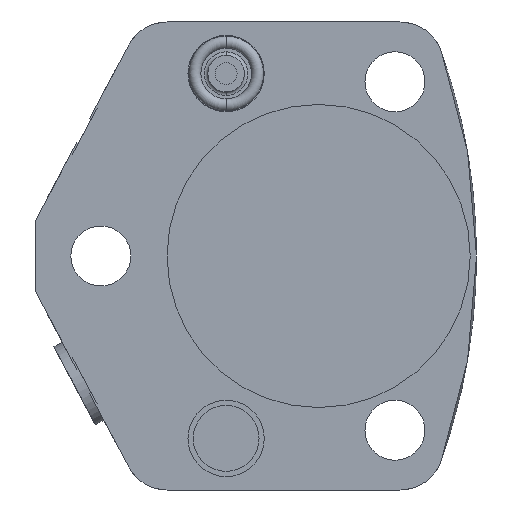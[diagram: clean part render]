
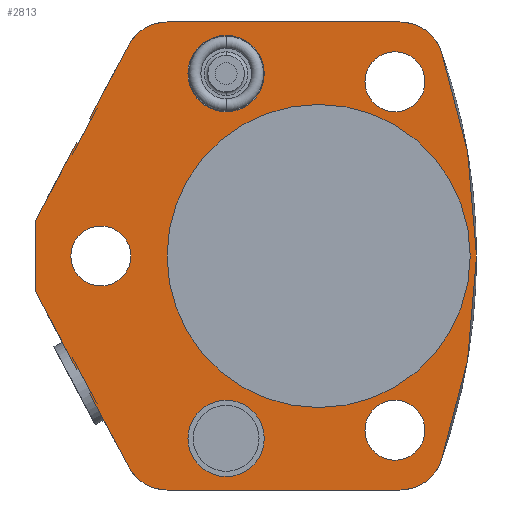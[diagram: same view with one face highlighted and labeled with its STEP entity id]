
A CAD part, front view. The second image highlights one B-rep face of the part: STEP entity #2813.
In plain terms, the highlighted planar face has unit normal (0, -1, 0).
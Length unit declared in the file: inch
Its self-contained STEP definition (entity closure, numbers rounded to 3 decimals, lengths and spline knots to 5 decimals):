
#510=CARTESIAN_POINT('',(0.,0.,0.));
#511=DIRECTION('',(0.,-1.,0.));
#512=DIRECTION('',(1.,0.,0.));
#513=AXIS2_PLACEMENT_3D('',#510,#511,#512);
#518=CARTESIAN_POINT('',(0.,0.,0.));
#519=DIRECTION('',(0.,1.,0.));
#520=DIRECTION('',(1.,0.,0.));
#521=AXIS2_PLACEMENT_3D('',#518,#519,#520);
#526=CARTESIAN_POINT('',(0.438,0.,1.));
#527=DIRECTION('',(0.,-1.,0.));
#528=DIRECTION('',(1.,0.,0.));
#529=AXIS2_PLACEMENT_3D('',#526,#527,#528);
#534=CARTESIAN_POINT('',(0.438,0.,1.));
#535=DIRECTION('',(0.,-1.,0.));
#536=DIRECTION('',(-1.,0.,0.));
#537=AXIS2_PLACEMENT_3D('',#534,#535,#536);
#542=CARTESIAN_POINT('',(0.438,0.,-1.));
#543=DIRECTION('',(0.,-1.,0.));
#544=DIRECTION('',(1.,0.,0.));
#545=AXIS2_PLACEMENT_3D('',#542,#543,#544);
#550=CARTESIAN_POINT('',(0.438,0.,-1.));
#551=DIRECTION('',(0.,-1.,0.));
#552=DIRECTION('',(-1.,0.,0.));
#553=AXIS2_PLACEMENT_3D('',#550,#551,#552);
#558=CARTESIAN_POINT('',(-1.25,0.,0.));
#559=DIRECTION('',(0.,-1.,0.));
#560=DIRECTION('',(1.,0.,0.));
#561=AXIS2_PLACEMENT_3D('',#558,#559,#560);
#566=CARTESIAN_POINT('',(-1.25,0.,0.));
#567=DIRECTION('',(0.,-1.,0.));
#568=DIRECTION('',(-1.,0.,0.));
#569=AXIS2_PLACEMENT_3D('',#566,#567,#568);
#574=DIRECTION('',(-0.469,0.,-0.883));
#575=VECTOR('',#574,0.1566);
#576=CARTESIAN_POINT('',(-1.3062,0.,0.7832));
#577=LINE('',#576,#575);
#581=DIRECTION('',(0.883,0.,-0.469));
#582=VECTOR('',#581,0.01);
#583=CARTESIAN_POINT('',(-1.31503,0.,0.7879));
#584=LINE('',#583,#582);
#588=DIRECTION('',(0.469,0.,0.883));
#589=VECTOR('',#588,0.47848);
#590=CARTESIAN_POINT('',(-1.31503,0.,0.7879));
#591=LINE('',#590,#589);
#595=DIRECTION('',(1.,0.,0.));
#596=VECTOR('',#595,1.33636);
#597=CARTESIAN_POINT('',(-0.86966,0.,1.343));
#598=LINE('',#597,#596);
#602=CARTESIAN_POINT('',(-2.594,0.,0.));
#603=DIRECTION('',(0.,-1.,0.));
#604=DIRECTION('',(0.942,0.,-0.336));
#605=AXIS2_PLACEMENT_3D('',#602,#603,#604);
#610=DIRECTION('',(-1.,0.,0.));
#611=VECTOR('',#610,1.33636);
#612=CARTESIAN_POINT('',(0.46669,0.,-1.343));
#613=LINE('',#612,#611);
#617=DIRECTION('',(0.469,0.,-0.883));
#618=VECTOR('',#617,0.47848);
#619=CARTESIAN_POINT('',(-1.31503,0.,-0.7879));
#620=LINE('',#619,#618);
#624=DIRECTION('',(0.883,0.,0.469));
#625=VECTOR('',#624,0.01);
#626=CARTESIAN_POINT('',(-1.31503,0.,-0.7879));
#627=LINE('',#626,#625);
#631=DIRECTION('',(0.469,0.,-0.883));
#632=VECTOR('',#631,0.1566);
#633=CARTESIAN_POINT('',(-1.37972,0.,-0.64493));
#634=LINE('',#633,#632);
#638=DIRECTION('',(0.883,0.,0.469));
#639=VECTOR('',#638,0.01);
#640=CARTESIAN_POINT('',(-1.38855,0.,-0.64962));
#641=LINE('',#640,#639);
#645=DIRECTION('',(0.469,0.,-0.883));
#646=VECTOR('',#645,0.50364);
#647=CARTESIAN_POINT('',(-1.625,0.,-0.20493));
#648=LINE('',#647,#646);
#652=DIRECTION('',(0.,0.,-1.));
#653=VECTOR('',#652,0.40987);
#654=CARTESIAN_POINT('',(-1.625,0.,0.20493));
#655=LINE('',#654,#653);
#659=DIRECTION('',(0.469,0.,0.883));
#660=VECTOR('',#659,0.50364);
#661=CARTESIAN_POINT('',(-1.625,0.,0.20493));
#662=LINE('',#661,#660);
#666=DIRECTION('',(0.883,0.,-0.469));
#667=VECTOR('',#666,0.01);
#668=CARTESIAN_POINT('',(-1.38855,0.,0.64962));
#669=LINE('',#668,#667);
#673=CARTESIAN_POINT('',(-0.531,0.,-1.047));
#674=DIRECTION('',(0.,1.,0.));
#675=DIRECTION('',(-1.,0.,0.));
#676=AXIS2_PLACEMENT_3D('',#673,#674,#675);
#681=CARTESIAN_POINT('',(-0.531,0.,-1.047));
#682=DIRECTION('',(0.,1.,0.));
#683=DIRECTION('',(1.,0.,0.));
#684=AXIS2_PLACEMENT_3D('',#681,#682,#683);
#689=CARTESIAN_POINT('',(-0.531,0.,1.047));
#690=DIRECTION('',(0.,1.,0.));
#691=DIRECTION('',(-1.,0.,0.));
#692=AXIS2_PLACEMENT_3D('',#689,#690,#691);
#697=CARTESIAN_POINT('',(-0.531,0.,1.047));
#698=DIRECTION('',(0.,1.,0.));
#699=DIRECTION('',(1.,0.,0.));
#700=AXIS2_PLACEMENT_3D('',#697,#698,#699);
#1151=CARTESIAN_POINT('',(-0.86966,0.,-1.093));
#1152=DIRECTION('',(0.,-1.,0.));
#1153=DIRECTION('',(-0.883,0.,-0.469));
#1154=AXIS2_PLACEMENT_3D('',#1151,#1152,#1153);
#1188=CARTESIAN_POINT('',(0.46669,0.,-1.093));
#1189=DIRECTION('',(0.,-1.,0.));
#1190=DIRECTION('',(0.,0.,-1.));
#1191=AXIS2_PLACEMENT_3D('',#1188,#1189,#1190);
#1210=CARTESIAN_POINT('',(0.46669,0.,1.093));
#1211=DIRECTION('',(0.,-1.,0.));
#1212=DIRECTION('',(0.942,0.,0.336));
#1213=AXIS2_PLACEMENT_3D('',#1210,#1211,#1212);
#1247=CARTESIAN_POINT('',(-0.86966,0.,1.093));
#1248=DIRECTION('',(0.,-1.,0.));
#1249=DIRECTION('',(0.,0.,1.));
#1250=AXIS2_PLACEMENT_3D('',#1247,#1248,#1249);
#2130=CARTESIAN_POINT('',(0.87,0.,0.));
#2132=VERTEX_POINT('',#2130);
#2134=CARTESIAN_POINT('',(-0.87,0.,0.));
#2136=VERTEX_POINT('',#2134);
#2137=CARTESIAN_POINT('',(-1.625,0.,0.20493));
#2138=CARTESIAN_POINT('',(-1.625,0.,-0.20493));
#2139=VERTEX_POINT('',#2137);
#2140=VERTEX_POINT('',#2138);
#2141=CARTESIAN_POINT('',(0.61,0.,1.));
#2142=CARTESIAN_POINT('',(0.266,0.,1.));
#2143=VERTEX_POINT('',#2141);
#2144=VERTEX_POINT('',#2142);
#2175=CARTESIAN_POINT('',(-1.37972,0.,-0.64493));
#2176=CARTESIAN_POINT('',(-1.3062,0.,-0.7832));
#2177=VERTEX_POINT('',#2175);
#2178=VERTEX_POINT('',#2176);
#2179=CARTESIAN_POINT('',(-1.38855,0.,-0.64962));
#2180=VERTEX_POINT('',#2179);
#2181=CARTESIAN_POINT('',(-1.31503,0.,-0.7879));
#2182=VERTEX_POINT('',#2181);
#2188=CARTESIAN_POINT('',(-1.3062,0.,0.7832));
#2189=CARTESIAN_POINT('',(-1.37972,0.,0.64493));
#2190=VERTEX_POINT('',#2188);
#2191=VERTEX_POINT('',#2189);
#2192=CARTESIAN_POINT('',(-1.31503,0.,0.7879));
#2193=VERTEX_POINT('',#2192);
#2194=CARTESIAN_POINT('',(-1.38855,0.,0.64962));
#2195=VERTEX_POINT('',#2194);
#2221=CARTESIAN_POINT('',(-0.75,0.,-1.047));
#2222=CARTESIAN_POINT('',(-0.312,0.,-1.047));
#2223=VERTEX_POINT('',#2221);
#2224=VERTEX_POINT('',#2222);
#2229=CARTESIAN_POINT('',(-0.75,0.,1.047));
#2230=CARTESIAN_POINT('',(-0.312,0.,1.047));
#2231=VERTEX_POINT('',#2229);
#2232=VERTEX_POINT('',#2230);
#2279=CARTESIAN_POINT('',(0.46669,0.,-1.343));
#2280=CARTESIAN_POINT('',(0.70213,0.,-1.17708));
#2281=VERTEX_POINT('',#2279);
#2282=VERTEX_POINT('',#2280);
#2283=CARTESIAN_POINT('',(0.70213,0.,1.17708));
#2284=CARTESIAN_POINT('',(0.46669,0.,1.343));
#2285=VERTEX_POINT('',#2283);
#2286=VERTEX_POINT('',#2284);
#2287=CARTESIAN_POINT('',(-0.86966,0.,1.343));
#2288=CARTESIAN_POINT('',(-1.0904,0.,1.21037));
#2289=VERTEX_POINT('',#2287);
#2290=VERTEX_POINT('',#2288);
#2291=CARTESIAN_POINT('',(-1.0904,0.,-1.21037));
#2292=CARTESIAN_POINT('',(-0.86966,0.,-1.343));
#2293=VERTEX_POINT('',#2291);
#2294=VERTEX_POINT('',#2292);
#2295=CARTESIAN_POINT('',(0.61,0.,-1.));
#2296=CARTESIAN_POINT('',(0.266,0.,-1.));
#2297=VERTEX_POINT('',#2295);
#2298=VERTEX_POINT('',#2296);
#2299=CARTESIAN_POINT('',(-1.078,0.,0.));
#2300=CARTESIAN_POINT('',(-1.422,0.,0.));
#2301=VERTEX_POINT('',#2299);
#2302=VERTEX_POINT('',#2300);
#2736=CARTESIAN_POINT('',(0.,0.,0.));
#2737=DIRECTION('',(0.,-1.,0.));
#2738=DIRECTION('',(-1.,0.,0.));
#2739=AXIS2_PLACEMENT_3D('',#2736,#2737,#2738);
#2740=PLANE('',#2739);
#2742=ORIENTED_EDGE('',*,*,#2741,.F.);
#2744=ORIENTED_EDGE('',*,*,#2743,.F.);
#2746=ORIENTED_EDGE('',*,*,#2745,.T.);
#2748=ORIENTED_EDGE('',*,*,#2747,.F.);
#2750=ORIENTED_EDGE('',*,*,#2749,.T.);
#2752=ORIENTED_EDGE('',*,*,#2751,.F.);
#2754=ORIENTED_EDGE('',*,*,#2753,.F.);
#2756=ORIENTED_EDGE('',*,*,#2755,.F.);
#2758=ORIENTED_EDGE('',*,*,#2757,.T.);
#2760=ORIENTED_EDGE('',*,*,#2759,.F.);
#2762=ORIENTED_EDGE('',*,*,#2761,.F.);
#2764=ORIENTED_EDGE('',*,*,#2763,.T.);
#2766=ORIENTED_EDGE('',*,*,#2765,.F.);
#2768=ORIENTED_EDGE('',*,*,#2767,.F.);
#2770=ORIENTED_EDGE('',*,*,#2769,.F.);
#2772=ORIENTED_EDGE('',*,*,#2771,.F.);
#2774=ORIENTED_EDGE('',*,*,#2773,.T.);
#2776=ORIENTED_EDGE('',*,*,#2775,.T.);
#2777=EDGE_LOOP('',(#2742,#2744,#2746,#2748,#2750,#2752,#2754,#2756,#2758,#2760,
#2762,#2764,#2766,#2768,#2770,#2772,#2774,#2776));
#2778=FACE_OUTER_BOUND('',#2777,.F.);
#2780=ORIENTED_EDGE('',*,*,#2779,.T.);
#2782=ORIENTED_EDGE('',*,*,#2781,.T.);
#2783=EDGE_LOOP('',(#2780,#2782));
#2784=FACE_BOUND('',#2783,.F.);
#2785=ORIENTED_EDGE('',*,*,#2716,.T.);
#2786=ORIENTED_EDGE('',*,*,#2730,.T.);
#2787=EDGE_LOOP('',(#2785,#2786));
#2788=FACE_BOUND('',#2787,.F.);
#2790=ORIENTED_EDGE('',*,*,#2789,.T.);
#2792=ORIENTED_EDGE('',*,*,#2791,.T.);
#2793=EDGE_LOOP('',(#2790,#2792));
#2794=FACE_BOUND('',#2793,.F.);
#2796=ORIENTED_EDGE('',*,*,#2795,.T.);
#2798=ORIENTED_EDGE('',*,*,#2797,.F.);
#2799=EDGE_LOOP('',(#2796,#2798));
#2800=FACE_BOUND('',#2799,.F.);
#2802=ORIENTED_EDGE('',*,*,#2801,.F.);
#2804=ORIENTED_EDGE('',*,*,#2803,.F.);
#2805=EDGE_LOOP('',(#2802,#2804));
#2806=FACE_BOUND('',#2805,.F.);
#2808=ORIENTED_EDGE('',*,*,#2807,.F.);
#2810=ORIENTED_EDGE('',*,*,#2809,.F.);
#2811=EDGE_LOOP('',(#2808,#2810));
#2812=FACE_BOUND('',#2811,.F.);
#514=CIRCLE('',#513,0.87);
#522=CIRCLE('',#521,0.87);
#530=CIRCLE('',#529,0.172);
#538=CIRCLE('',#537,0.172);
#546=CIRCLE('',#545,0.172);
#554=CIRCLE('',#553,0.172);
#562=CIRCLE('',#561,0.172);
#570=CIRCLE('',#569,0.172);
#606=CIRCLE('',#605,3.5);
#677=CIRCLE('',#676,0.219);
#685=CIRCLE('',#684,0.219);
#693=CIRCLE('',#692,0.219);
#701=CIRCLE('',#700,0.219);
#1155=CIRCLE('',#1154,0.25);
#1192=CIRCLE('',#1191,0.25);
#1214=CIRCLE('',#1213,0.25);
#1251=CIRCLE('',#1250,0.25);
#2716=EDGE_CURVE('',#2297,#2298,#546,.T.);
#2730=EDGE_CURVE('',#2298,#2297,#554,.T.);
#2741=EDGE_CURVE('',#2190,#2191,#577,.T.);
#2743=EDGE_CURVE('',#2193,#2190,#584,.T.);
#2745=EDGE_CURVE('',#2193,#2290,#591,.T.);
#2747=EDGE_CURVE('',#2289,#2290,#1251,.T.);
#2749=EDGE_CURVE('',#2289,#2286,#598,.T.);
#2751=EDGE_CURVE('',#2285,#2286,#1214,.T.);
#2753=EDGE_CURVE('',#2282,#2285,#606,.T.);
#2755=EDGE_CURVE('',#2281,#2282,#1192,.T.);
#2757=EDGE_CURVE('',#2281,#2294,#613,.T.);
#2759=EDGE_CURVE('',#2293,#2294,#1155,.T.);
#2761=EDGE_CURVE('',#2182,#2293,#620,.T.);
#2763=EDGE_CURVE('',#2182,#2178,#627,.T.);
#2765=EDGE_CURVE('',#2177,#2178,#634,.T.);
#2767=EDGE_CURVE('',#2180,#2177,#641,.T.);
#2769=EDGE_CURVE('',#2140,#2180,#648,.T.);
#2771=EDGE_CURVE('',#2139,#2140,#655,.T.);
#2773=EDGE_CURVE('',#2139,#2195,#662,.T.);
#2775=EDGE_CURVE('',#2195,#2191,#669,.T.);
#2779=EDGE_CURVE('',#2143,#2144,#530,.T.);
#2781=EDGE_CURVE('',#2144,#2143,#538,.T.);
#2789=EDGE_CURVE('',#2301,#2302,#562,.T.);
#2791=EDGE_CURVE('',#2302,#2301,#570,.T.);
#2795=EDGE_CURVE('',#2132,#2136,#514,.T.);
#2797=EDGE_CURVE('',#2132,#2136,#522,.T.);
#2801=EDGE_CURVE('',#2223,#2224,#677,.T.);
#2803=EDGE_CURVE('',#2224,#2223,#685,.T.);
#2807=EDGE_CURVE('',#2231,#2232,#693,.T.);
#2809=EDGE_CURVE('',#2232,#2231,#701,.T.);
#2813=ADVANCED_FACE('',(#2778,#2784,#2788,#2794,#2800,#2806,#2812),#2740,.T.);
